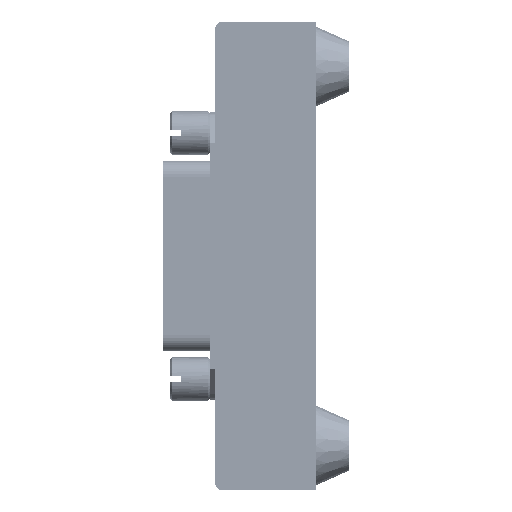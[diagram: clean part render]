
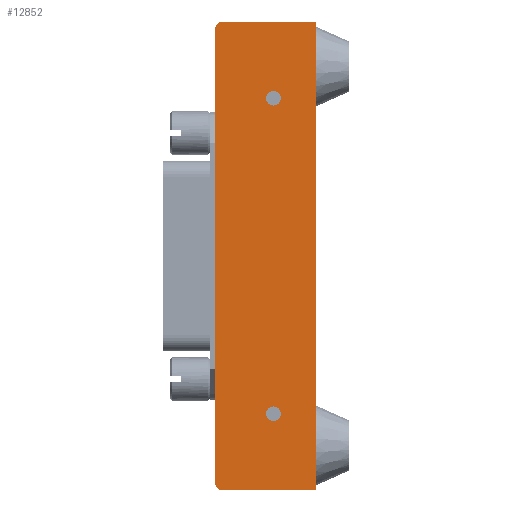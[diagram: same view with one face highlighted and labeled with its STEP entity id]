
A CAD part, left-side view. The second image highlights one B-rep face of the part: STEP entity #12852.
In plain terms, the highlighted planar face has unit normal (-1, 0, 0).
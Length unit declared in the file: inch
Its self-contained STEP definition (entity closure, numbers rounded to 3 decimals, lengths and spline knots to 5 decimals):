
#483 = VERTEX_POINT ( 'NONE', #25799 ) ;
#1391 = EDGE_CURVE ( 'NONE', #24453, #25725, #14017, .T. ) ;
#1531 = PLANE ( 'NONE',  #20772 ) ;
#1671 = VERTEX_POINT ( 'NONE', #12043 ) ;
#2903 = CARTESIAN_POINT ( 'NONE',  ( -2.8, -0.375, -1.75 ) ) ;
#3025 = AXIS2_PLACEMENT_3D ( 'NONE', #9538, #24977, #11795 ) ;
#3480 = CIRCLE ( 'NONE', #24949, 0.05 ) ;
#3485 = EDGE_CURVE ( 'NONE', #13974, #24608, #24150, .T. ) ;
#3569 = ORIENTED_EDGE ( 'NONE', *, *, #11585, .T. ) ;
#3826 = CIRCLE ( 'NONE', #3025, 0.055 ) ;
#3869 = DIRECTION ( 'NONE',  ( 0., -1., 0. ) ) ;
#4020 = CARTESIAN_POINT ( 'NONE',  ( -2.8, -0.06, 1.235 ) ) ;
#4456 = AXIS2_PLACEMENT_3D ( 'NONE', #17418, #17393, #17327 ) ;
#5178 = EDGE_CURVE ( 'NONE', #17814, #16130, #28276, .T. ) ;
#6014 = VERTEX_POINT ( 'NONE', #7024 ) ;
#6318 = CARTESIAN_POINT ( 'NONE',  ( -2.8, 0.325, 1.7 ) ) ;
#6470 = VECTOR ( 'NONE', #11825, 39.37008 ) ;
#6623 = EDGE_CURVE ( 'NONE', #16130, #17814, #27966, .T. ) ;
#6723 = DIRECTION ( 'NONE',  ( 0., -1., 0. ) ) ;
#6819 = CARTESIAN_POINT ( 'NONE',  ( -2.8, 0.375, 1.75 ) ) ;
#7024 = CARTESIAN_POINT ( 'NONE',  ( -2.8, 0.375, 1.7 ) ) ;
#7319 = DIRECTION ( 'NONE',  ( -1., 0., 0. ) ) ;
#8575 = DIRECTION ( 'NONE',  ( 0., 0., -1. ) ) ;
#8580 = ORIENTED_EDGE ( 'NONE', *, *, #20326, .F. ) ;
#8655 = DIRECTION ( 'NONE',  ( 0., 0., -1. ) ) ;
#8676 = DIRECTION ( 'NONE',  ( -1., 0., 0. ) ) ;
#8723 = CARTESIAN_POINT ( 'NONE',  ( -2.8, -0.06, -1.235 ) ) ;
#8767 = CARTESIAN_POINT ( 'NONE',  ( -2.8, -0.06, -1.18 ) ) ;
#9141 = CARTESIAN_POINT ( 'NONE',  ( -2.8, 0.325, -1.75 ) ) ;
#9421 = EDGE_LOOP ( 'NONE', ( #19922, #8580 ) ) ;
#9538 = CARTESIAN_POINT ( 'NONE',  ( -2.8, -0.06, 1.18 ) ) ;
#9693 = LINE ( 'NONE', #14986, #14888 ) ;
#11020 = CARTESIAN_POINT ( 'NONE',  ( -2.8, -0.06, -1.125 ) ) ;
#11034 = FACE_BOUND ( 'NONE', #28135, .T. ) ;
#11585 = EDGE_CURVE ( 'NONE', #25725, #1671, #9693, .T. ) ;
#11795 = DIRECTION ( 'NONE',  ( 0., 0., 1. ) ) ;
#11825 = DIRECTION ( 'NONE',  ( 0., 0., 1. ) ) ;
#11895 = AXIS2_PLACEMENT_3D ( 'NONE', #23743, #23643, #23588 ) ;
#12043 = CARTESIAN_POINT ( 'NONE',  ( -2.8, -0.375, -1.75 ) ) ;
#12255 = VERTEX_POINT ( 'NONE', #4020 ) ;
#12304 = ORIENTED_EDGE ( 'NONE', *, *, #15727, .F. ) ;
#12589 = LINE ( 'NONE', #26945, #17754 ) ;
#12852 = ADVANCED_FACE ( 'NONE', ( #11034, #24113, #16186 ), #1531, .F. ) ;
#13408 = CARTESIAN_POINT ( 'NONE',  ( -2.8, 0.375, -1.7 ) ) ;
#13758 = ORIENTED_EDGE ( 'NONE', *, *, #1391, .T. ) ;
#13810 = VECTOR ( 'NONE', #6723, 39.37008 ) ;
#13974 = VERTEX_POINT ( 'NONE', #14536 ) ;
#14017 = CIRCLE ( 'NONE', #11895, 0.05 ) ;
#14252 = CARTESIAN_POINT ( 'NONE',  ( -2.8, -0.375, 1.75 ) ) ;
#14536 = CARTESIAN_POINT ( 'NONE',  ( -2.8, 0.325, 1.75 ) ) ;
#14888 = VECTOR ( 'NONE', #3869, 39.37008 ) ;
#14986 = CARTESIAN_POINT ( 'NONE',  ( -2.8, 0.375, -1.75 ) ) ;
#15727 = EDGE_CURVE ( 'NONE', #24453, #6014, #12589, .T. ) ;
#16130 = VERTEX_POINT ( 'NONE', #11020 ) ;
#16186 = FACE_OUTER_BOUND ( 'NONE', #20819, .T. ) ;
#16886 = CIRCLE ( 'NONE', #22763, 0.055 ) ;
#17089 = DIRECTION ( 'NONE',  ( 0., 0., -1. ) ) ;
#17327 = DIRECTION ( 'NONE',  ( 0., 0., -1. ) ) ;
#17393 = DIRECTION ( 'NONE',  ( -1., 0., 0. ) ) ;
#17418 = CARTESIAN_POINT ( 'NONE',  ( -2.8, -0.06, -1.18 ) ) ;
#17754 = VECTOR ( 'NONE', #20260, 39.37008 ) ;
#17814 = VERTEX_POINT ( 'NONE', #8723 ) ;
#19204 = DIRECTION ( 'NONE',  ( 1., 0., 0. ) ) ;
#19922 = ORIENTED_EDGE ( 'NONE', *, *, #23978, .F. ) ;
#20260 = DIRECTION ( 'NONE',  ( 0., 0., 1. ) ) ;
#20326 = EDGE_CURVE ( 'NONE', #483, #12255, #16886, .T. ) ;
#20346 = EDGE_CURVE ( 'NONE', #1671, #24608, #22731, .T. ) ;
#20579 = CARTESIAN_POINT ( 'NONE',  ( -2.8, -0.06, 1.18 ) ) ;
#20772 = AXIS2_PLACEMENT_3D ( 'NONE', #28096, #19204, #17089 ) ;
#20819 = EDGE_LOOP ( 'NONE', ( #23469, #28638, #12304, #13758, #3569, #24914 ) ) ;
#21039 = AXIS2_PLACEMENT_3D ( 'NONE', #8767, #8676, #8655 ) ;
#21808 = DIRECTION ( 'NONE',  ( -1., 0., 0. ) ) ;
#22731 = LINE ( 'NONE', #2903, #6470 ) ;
#22763 = AXIS2_PLACEMENT_3D ( 'NONE', #20579, #7319, #22791 ) ;
#22791 = DIRECTION ( 'NONE',  ( 0., 0., 1. ) ) ;
#23469 = ORIENTED_EDGE ( 'NONE', *, *, #3485, .F. ) ;
#23588 = DIRECTION ( 'NONE',  ( 0., 0., -1. ) ) ;
#23643 = DIRECTION ( 'NONE',  ( -1., 0., 0. ) ) ;
#23693 = EDGE_CURVE ( 'NONE', #13974, #6014, #3480, .T. ) ;
#23743 = CARTESIAN_POINT ( 'NONE',  ( -2.8, 0.325, -1.7 ) ) ;
#23978 = EDGE_CURVE ( 'NONE', #12255, #483, #3826, .T. ) ;
#24113 = FACE_BOUND ( 'NONE', #9421, .T. ) ;
#24150 = LINE ( 'NONE', #6819, #13810 ) ;
#24398 = ORIENTED_EDGE ( 'NONE', *, *, #5178, .F. ) ;
#24453 = VERTEX_POINT ( 'NONE', #13408 ) ;
#24608 = VERTEX_POINT ( 'NONE', #14252 ) ;
#24914 = ORIENTED_EDGE ( 'NONE', *, *, #20346, .T. ) ;
#24949 = AXIS2_PLACEMENT_3D ( 'NONE', #6318, #21808, #8575 ) ;
#24977 = DIRECTION ( 'NONE',  ( -1., 0., 0. ) ) ;
#25725 = VERTEX_POINT ( 'NONE', #9141 ) ;
#25799 = CARTESIAN_POINT ( 'NONE',  ( -2.8, -0.06, 1.125 ) ) ;
#26695 = ORIENTED_EDGE ( 'NONE', *, *, #6623, .F. ) ;
#26945 = CARTESIAN_POINT ( 'NONE',  ( -2.8, 0.375, -1.75 ) ) ;
#27966 = CIRCLE ( 'NONE', #21039, 0.055 ) ;
#28096 = CARTESIAN_POINT ( 'NONE',  ( -2.8, 0.375, -1.75 ) ) ;
#28135 = EDGE_LOOP ( 'NONE', ( #26695, #24398 ) ) ;
#28276 = CIRCLE ( 'NONE', #4456, 0.055 ) ;
#28638 = ORIENTED_EDGE ( 'NONE', *, *, #23693, .T. ) ;
